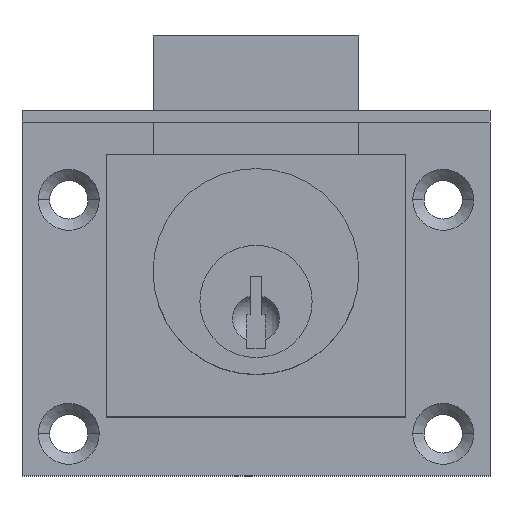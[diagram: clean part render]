
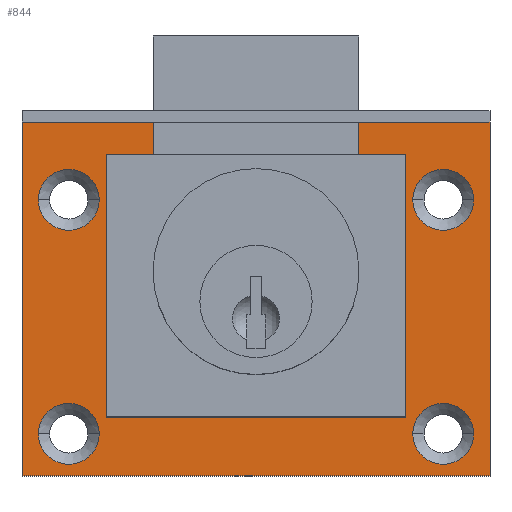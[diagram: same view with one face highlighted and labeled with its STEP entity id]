
A CAD part, top view. The second image highlights one B-rep face of the part: STEP entity #844.
In plain terms, the highlighted planar face has unit normal (0, 0, 1).
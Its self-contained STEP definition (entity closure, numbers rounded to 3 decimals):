
#27 = EDGE_CURVE ( 'NONE', #2083, #607, #1432, .T. ) ;
#45 = LINE ( 'NONE', #1115, #1884 ) ;
#86 = DIRECTION ( 'NONE',  ( 0., 0., -1. ) ) ;
#92 = CARTESIAN_POINT ( 'NONE',  ( 25., 16., 1.2 ) ) ;
#121 = FACE_BOUND ( 'NONE', #810, .T. ) ;
#128 = AXIS2_PLACEMENT_3D ( 'NONE', #2119, #568, #903 ) ;
#166 = AXIS2_PLACEMENT_3D ( 'NONE', #456, #997, #1167 ) ;
#168 = CARTESIAN_POINT ( 'NONE',  ( 20., -17.3, 1.2 ) ) ;
#187 = CARTESIAN_POINT ( 'NONE',  ( 20., 7.7, 1.2 ) ) ;
#202 = VERTEX_POINT ( 'NONE', #1932 ) ;
#206 = AXIS2_PLACEMENT_3D ( 'NONE', #1374, #502, #662 ) ;
#211 = CARTESIAN_POINT ( 'NONE',  ( -11., 17.2, 1.2 ) ) ;
#231 = EDGE_LOOP ( 'NONE', ( #1762, #1950, #1970, #1203, #1361, #1441, #1654, #2204 ) ) ;
#247 = EDGE_LOOP ( 'NONE', ( #1805, #562 ) ) ;
#279 = DIRECTION ( 'NONE',  ( 0., 0., -1. ) ) ;
#289 = VECTOR ( 'NONE', #463, 1000. ) ;
#300 = VECTOR ( 'NONE', #1992, 1000. ) ;
#304 = DIRECTION ( 'NONE',  ( 0., 0., -1. ) ) ;
#332 = AXIS2_PLACEMENT_3D ( 'NONE', #92, #279, #469 ) ;
#336 = EDGE_LOOP ( 'NONE', ( #768, #2269 ) ) ;
#338 = VERTEX_POINT ( 'NONE', #1958 ) ;
#343 = EDGE_CURVE ( 'NONE', #607, #2083, #1778, .T. ) ;
#358 = LINE ( 'NONE', #1802, #898 ) ;
#382 = CARTESIAN_POINT ( 'NONE',  ( 11., 17.2, 1.2 ) ) ;
#384 = EDGE_CURVE ( 'NONE', #1353, #202, #2143, .T. ) ;
#395 = CIRCLE ( 'NONE', #1006, 3.25 ) ;
#415 = FACE_OUTER_BOUND ( 'NONE', #231, .T. ) ;
#430 = VERTEX_POINT ( 'NONE', #1250 ) ;
#437 = CARTESIAN_POINT ( 'NONE',  ( -25., -21.8, 1.2 ) ) ;
#456 = CARTESIAN_POINT ( 'NONE',  ( 20., 7.7, 1.2 ) ) ;
#461 = VERTEX_POINT ( 'NONE', #1597 ) ;
#463 = DIRECTION ( 'NONE',  ( -1., 0., 0. ) ) ;
#465 = ORIENTED_EDGE ( 'NONE', *, *, #384, .T. ) ;
#469 = DIRECTION ( 'NONE',  ( 0., 1., 0. ) ) ;
#475 = EDGE_CURVE ( 'NONE', #1077, #815, #358, .T. ) ;
#480 = FACE_BOUND ( 'NONE', #247, .T. ) ;
#498 = CARTESIAN_POINT ( 'NONE',  ( -20., 7.7, 1.2 ) ) ;
#500 = CIRCLE ( 'NONE', #1990, 3.25 ) ;
#502 = DIRECTION ( 'NONE',  ( 0., 0., -1. ) ) ;
#532 = CARTESIAN_POINT ( 'NONE',  ( -11., 17.2, 1.2 ) ) ;
#562 = ORIENTED_EDGE ( 'NONE', *, *, #2063, .T. ) ;
#565 = ORIENTED_EDGE ( 'NONE', *, *, #1252, .T. ) ;
#568 = DIRECTION ( 'NONE',  ( 0., 0., -1. ) ) ;
#586 = DIRECTION ( 'NONE',  ( -1., 0., 0. ) ) ;
#587 = EDGE_CURVE ( 'NONE', #1700, #2071, #759, .T. ) ;
#607 = VERTEX_POINT ( 'NONE', #1824 ) ;
#623 = EDGE_CURVE ( 'NONE', #430, #461, #45, .T. ) ;
#638 = EDGE_CURVE ( 'NONE', #799, #2071, #870, .T. ) ;
#642 = CARTESIAN_POINT ( 'NONE',  ( 25., 16., 1.2 ) ) ;
#662 = DIRECTION ( 'NONE',  ( 0., 1., 0. ) ) ;
#665 = LINE ( 'NONE', #756, #1684 ) ;
#670 = CIRCLE ( 'NONE', #128, 3.25 ) ;
#697 = VECTOR ( 'NONE', #2022, 1000. ) ;
#756 = CARTESIAN_POINT ( 'NONE',  ( 25., 16., 1.2 ) ) ;
#759 = LINE ( 'NONE', #211, #300 ) ;
#768 = ORIENTED_EDGE ( 'NONE', *, *, #2273, .T. ) ;
#799 = VERTEX_POINT ( 'NONE', #2004 ) ;
#801 = CARTESIAN_POINT ( 'NONE',  ( 25., -21.8, 1.2 ) ) ;
#810 = EDGE_LOOP ( 'NONE', ( #565, #465 ) ) ;
#815 = VERTEX_POINT ( 'NONE', #437 ) ;
#843 = EDGE_CURVE ( 'NONE', #1891, #815, #1827, .T. ) ;
#844 = ADVANCED_FACE ( 'NONE', ( #1366, #895, #480, #121, #415 ), #1354, .F. ) ;
#847 = LINE ( 'NONE', #2214, #697 ) ;
#870 = LINE ( 'NONE', #1855, #1256 ) ;
#895 = FACE_BOUND ( 'NONE', #1755, .T. ) ;
#898 = VECTOR ( 'NONE', #586, 1000. ) ;
#903 = DIRECTION ( 'NONE',  ( 0., 1., 0. ) ) ;
#936 = DIRECTION ( 'NONE',  ( 0., -1., 0. ) ) ;
#983 = EDGE_CURVE ( 'NONE', #1723, #1208, #670, .T. ) ;
#997 = DIRECTION ( 'NONE',  ( 0., 0., -1. ) ) ;
#1004 = CARTESIAN_POINT ( 'NONE',  ( 16.75, 7.7, 1.2 ) ) ;
#1006 = AXIS2_PLACEMENT_3D ( 'NONE', #168, #1963, #2129 ) ;
#1077 = VERTEX_POINT ( 'NONE', #801 ) ;
#1086 = DIRECTION ( 'NONE',  ( 0., 1., 0. ) ) ;
#1115 = CARTESIAN_POINT ( 'NONE',  ( 25., 16., 1.2 ) ) ;
#1139 = DIRECTION ( 'NONE',  ( 0., 1., 0. ) ) ;
#1156 = DIRECTION ( 'NONE',  ( -1., 0., 0. ) ) ;
#1167 = DIRECTION ( 'NONE',  ( 0., 1., 0. ) ) ;
#1196 = EDGE_CURVE ( 'NONE', #461, #1700, #847, .T. ) ;
#1203 = ORIENTED_EDGE ( 'NONE', *, *, #638, .F. ) ;
#1208 = VERTEX_POINT ( 'NONE', #1337 ) ;
#1250 = CARTESIAN_POINT ( 'NONE',  ( 25., 16., 1.2 ) ) ;
#1252 = EDGE_CURVE ( 'NONE', #202, #1353, #1689, .T. ) ;
#1256 = VECTOR ( 'NONE', #1139, 1000. ) ;
#1337 = CARTESIAN_POINT ( 'NONE',  ( 23.25, -17.3, 1.2 ) ) ;
#1353 = VERTEX_POINT ( 'NONE', #1004 ) ;
#1354 = PLANE ( 'NONE',  #332 ) ;
#1361 = ORIENTED_EDGE ( 'NONE', *, *, #2036, .T. ) ;
#1366 = FACE_BOUND ( 'NONE', #336, .T. ) ;
#1367 = EDGE_CURVE ( 'NONE', #1887, #338, #1739, .T. ) ;
#1374 = CARTESIAN_POINT ( 'NONE',  ( -20., 7.7, 1.2 ) ) ;
#1432 = CIRCLE ( 'NONE', #1636, 3.25 ) ;
#1441 = ORIENTED_EDGE ( 'NONE', *, *, #843, .T. ) ;
#1451 = DIRECTION ( 'NONE',  ( 0., 0., -1. ) ) ;
#1582 = DIRECTION ( 'NONE',  ( 0., 1., 0. ) ) ;
#1586 = AXIS2_PLACEMENT_3D ( 'NONE', #1591, #1952, #1086 ) ;
#1591 = CARTESIAN_POINT ( 'NONE',  ( -20., -17.3, 1.2 ) ) ;
#1597 = CARTESIAN_POINT ( 'NONE',  ( 11., 16., 1.2 ) ) ;
#1636 = AXIS2_PLACEMENT_3D ( 'NONE', #1835, #86, #1843 ) ;
#1654 = ORIENTED_EDGE ( 'NONE', *, *, #475, .F. ) ;
#1671 = CARTESIAN_POINT ( 'NONE',  ( -16.75, 7.7, 1.2 ) ) ;
#1683 = CARTESIAN_POINT ( 'NONE',  ( -25., 16., 1.2 ) ) ;
#1684 = VECTOR ( 'NONE', #936, 1000. ) ;
#1689 = CIRCLE ( 'NONE', #166, 3.25 ) ;
#1700 = VERTEX_POINT ( 'NONE', #382 ) ;
#1723 = VERTEX_POINT ( 'NONE', #1791 ) ;
#1729 = CARTESIAN_POINT ( 'NONE',  ( -25., 16., 1.2 ) ) ;
#1739 = CIRCLE ( 'NONE', #206, 3.25 ) ;
#1755 = EDGE_LOOP ( 'NONE', ( #1829, #2230 ) ) ;
#1762 = ORIENTED_EDGE ( 'NONE', *, *, #623, .T. ) ;
#1773 = EDGE_CURVE ( 'NONE', #430, #1077, #665, .T. ) ;
#1778 = CIRCLE ( 'NONE', #1586, 3.25 ) ;
#1791 = CARTESIAN_POINT ( 'NONE',  ( 16.75, -17.3, 1.2 ) ) ;
#1802 = CARTESIAN_POINT ( 'NONE',  ( 25., -21.8, 1.2 ) ) ;
#1805 = ORIENTED_EDGE ( 'NONE', *, *, #1367, .T. ) ;
#1820 = AXIS2_PLACEMENT_3D ( 'NONE', #187, #1451, #2115 ) ;
#1824 = CARTESIAN_POINT ( 'NONE',  ( -23.25, -17.3, 1.2 ) ) ;
#1827 = LINE ( 'NONE', #1729, #1960 ) ;
#1829 = ORIENTED_EDGE ( 'NONE', *, *, #27, .T. ) ;
#1835 = CARTESIAN_POINT ( 'NONE',  ( -20., -17.3, 1.2 ) ) ;
#1843 = DIRECTION ( 'NONE',  ( 0., 1., 0. ) ) ;
#1855 = CARTESIAN_POINT ( 'NONE',  ( -11., 15.2, 1.2 ) ) ;
#1884 = VECTOR ( 'NONE', #1156, 1000. ) ;
#1887 = VERTEX_POINT ( 'NONE', #1671 ) ;
#1891 = VERTEX_POINT ( 'NONE', #1683 ) ;
#1898 = CARTESIAN_POINT ( 'NONE',  ( -16.75, -17.3, 1.2 ) ) ;
#1910 = DIRECTION ( 'NONE',  ( 0., -1., 0. ) ) ;
#1932 = CARTESIAN_POINT ( 'NONE',  ( 23.25, 7.7, 1.2 ) ) ;
#1950 = ORIENTED_EDGE ( 'NONE', *, *, #1196, .T. ) ;
#1952 = DIRECTION ( 'NONE',  ( 0., 0., -1. ) ) ;
#1958 = CARTESIAN_POINT ( 'NONE',  ( -23.25, 7.7, 1.2 ) ) ;
#1960 = VECTOR ( 'NONE', #1910, 1000. ) ;
#1963 = DIRECTION ( 'NONE',  ( 0., 0., -1. ) ) ;
#1970 = ORIENTED_EDGE ( 'NONE', *, *, #587, .T. ) ;
#1990 = AXIS2_PLACEMENT_3D ( 'NONE', #498, #304, #1582 ) ;
#1992 = DIRECTION ( 'NONE',  ( -1., 0., 0. ) ) ;
#2004 = CARTESIAN_POINT ( 'NONE',  ( -11., 16., 1.2 ) ) ;
#2022 = DIRECTION ( 'NONE',  ( 0., 1., 0. ) ) ;
#2036 = EDGE_CURVE ( 'NONE', #799, #1891, #2161, .T. ) ;
#2063 = EDGE_CURVE ( 'NONE', #338, #1887, #500, .T. ) ;
#2071 = VERTEX_POINT ( 'NONE', #532 ) ;
#2083 = VERTEX_POINT ( 'NONE', #1898 ) ;
#2115 = DIRECTION ( 'NONE',  ( 0., 1., 0. ) ) ;
#2119 = CARTESIAN_POINT ( 'NONE',  ( 20., -17.3, 1.2 ) ) ;
#2129 = DIRECTION ( 'NONE',  ( 0., 1., 0. ) ) ;
#2143 = CIRCLE ( 'NONE', #1820, 3.25 ) ;
#2161 = LINE ( 'NONE', #642, #289 ) ;
#2204 = ORIENTED_EDGE ( 'NONE', *, *, #1773, .F. ) ;
#2214 = CARTESIAN_POINT ( 'NONE',  ( 11., 15.2, 1.2 ) ) ;
#2230 = ORIENTED_EDGE ( 'NONE', *, *, #343, .T. ) ;
#2269 = ORIENTED_EDGE ( 'NONE', *, *, #983, .T. ) ;
#2273 = EDGE_CURVE ( 'NONE', #1208, #1723, #395, .T. ) ;
